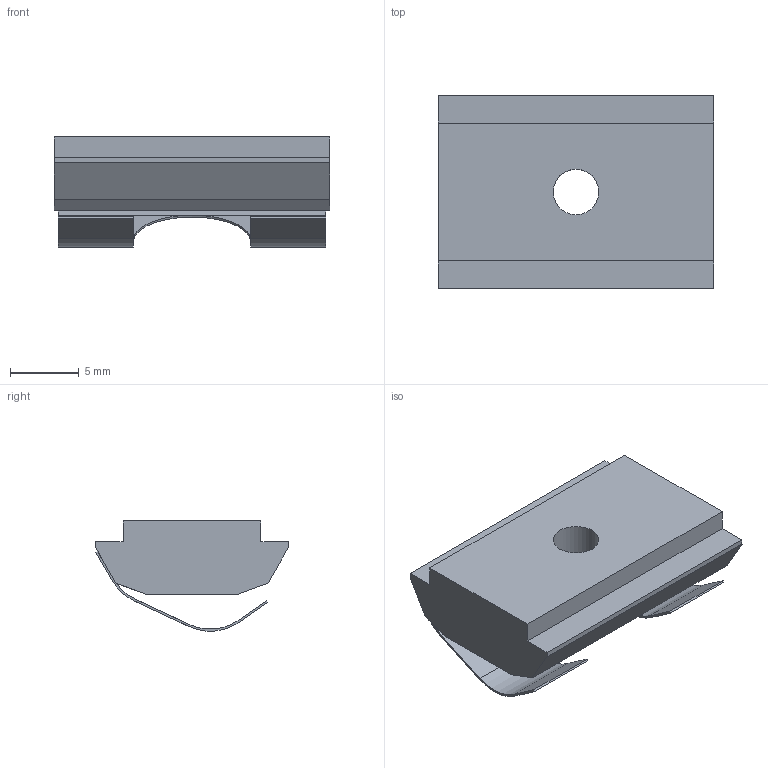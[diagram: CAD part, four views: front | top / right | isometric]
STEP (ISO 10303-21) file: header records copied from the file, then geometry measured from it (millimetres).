
FILE_DESCRIPTION(/* description */ ('SLIDING BLOCK'),/* implementation_level */ '2;1');
FILE_NAME(/* name */ '3842541393.stp',/* time_stamp */ '2026-03-17T09:38:16+01:00',/* author */ ('andreas.svensson'),/* organization */ (''),/* preprocessor_version */ 'ST-DEVELOPER v20.1',/* originating_system */ 'Autodesk Inventor 2026',/* authorisation */ '');
FILE_SCHEMA (('AUTOMOTIVE_DESIGN { 1 0 10303 214 3 1 1 }'));
Length unit declared in the file: millimetre
Products named in the file (1): 3842541393
Bounding box: 20 x 14.06 x 7.99 mm (x, y, z)
Volume: 1194.1 mm3; surface area: 1194.8 mm2
Topology: 1 solids, 1 shells, 36 faces, 102 edges, 68 vertices
Faces by surface type: plane 28, cylinder 8
Full cylindrical faces by diameter (mm): 3.3 x1
Entity records: 1218 total; most frequent: CARTESIAN_POINT 207, ORIENTED_EDGE 204, DIRECTION 192, EDGE_CURVE 102, LINE 86, VECTOR 86, VERTEX_POINT 68, AXIS2_PLACEMENT_3D 53
